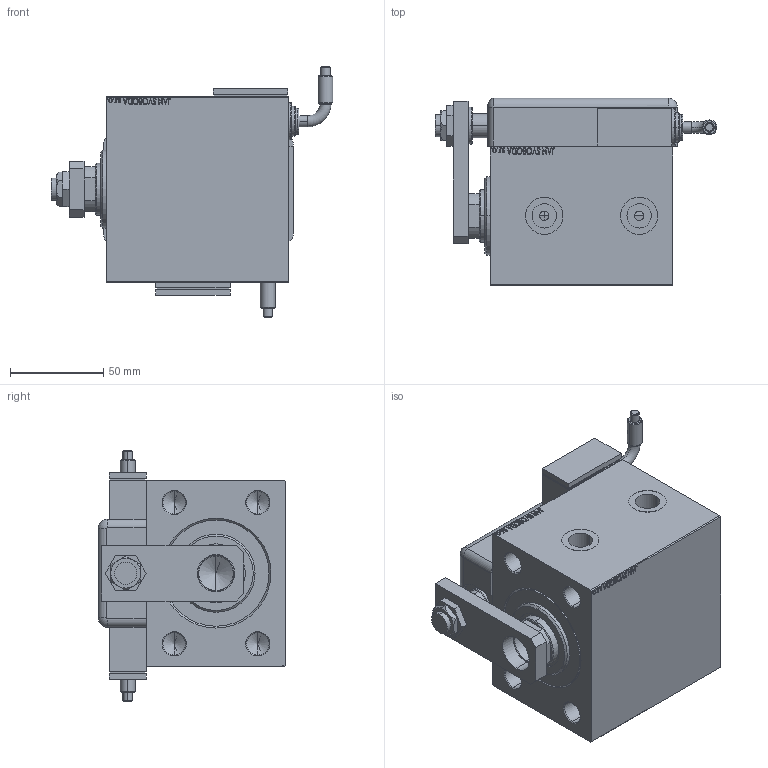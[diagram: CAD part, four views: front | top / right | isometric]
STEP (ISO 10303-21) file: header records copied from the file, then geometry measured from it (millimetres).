
FILE_DESCRIPTION (( 'STEP AP203' ), '1' );
FILE_NAME ('7587.STEP', '2021-03-18T18:18:31', ( '' ), ( '' ), 'SwSTEP 2.0', 'SolidWorks 2019', '' );
FILE_SCHEMA (( 'CONFIG_CONTROL_DESIGN' ));
Length unit declared in the file: millimetre
Products named in the file (13): TYC dfdd7f5d736d7a91fdca691d8f33471d; NUT_D13 dfdd7f5d736d7a91fdca691d8f33471d; SWITCH_Q_FRONT_BACK dfdd7f5d736d7a91fdca691d8f33471d; V450CM_B dfdd7f5d736d7a91fdca691d8f33471d; NUT_D19 dfdd7f5d736d7a91fdca691d8f33471d; MAGNETIC SWITCH Q dfdd7f5d736d7a91fdca691d8f33471d; KRYT dfdd7f5d736d7a91fdca691d8f33471d; V450CM_B_VCP dfdd7f5d736d7a91fdca691d8f33471d; SWITCH DIM A_G dfdd7f5d736d7a91fdca691d8f33471d; SWITCH Q dfdd7f5d736d7a91fdca691d8f33471d; 7587; ZARAZKA_Q dfdd7f5d736d7a91fdca691d8f33471d; V450CM_VC_B dfdd7f5d736d7a91fdca691d8f33471d
Assembly tree (13 placements, depth 3):
  7587
    V450CM_B dfdd7f5d736d7a91fdca691d8f33471d
    V450CM_B_VCP dfdd7f5d736d7a91fdca691d8f33471d
    V450CM_VC_B dfdd7f5d736d7a91fdca691d8f33471d
    MAGNETIC SWITCH Q dfdd7f5d736d7a91fdca691d8f33471d
      SWITCH_Q_FRONT_BACK dfdd7f5d736d7a91fdca691d8f33471d
      TYC dfdd7f5d736d7a91fdca691d8f33471d
      ZARAZKA_Q dfdd7f5d736d7a91fdca691d8f33471d
      SWITCH DIM A_G dfdd7f5d736d7a91fdca691d8f33471d
      NUT_D19 dfdd7f5d736d7a91fdca691d8f33471d
      NUT_D13 dfdd7f5d736d7a91fdca691d8f33471d
      KRYT dfdd7f5d736d7a91fdca691d8f33471d
      SWITCH Q dfdd7f5d736d7a91fdca691d8f33471d  x2
Bounding box: 151.46 x 100.8 x 135.01 mm (x, y, z)
Volume: 818777.5 mm3; surface area: 154515 mm2
Topology: 13 solids, 13 shells, 1310 faces, 3312 edges, 2161 vertices
Faces by surface type: plane 616, bspline 475, cylinder 129, cone 66, torus 22, sphere 2
Entity records: 62312 total; most frequent: CARTESIAN_POINT 33703, ORIENTED_EDGE 6336, DIRECTION 4090, EDGE_CURVE 3168, VERTEX_POINT 2084, VECTOR 1878, LINE 1878, EDGE_LOOP 1428
